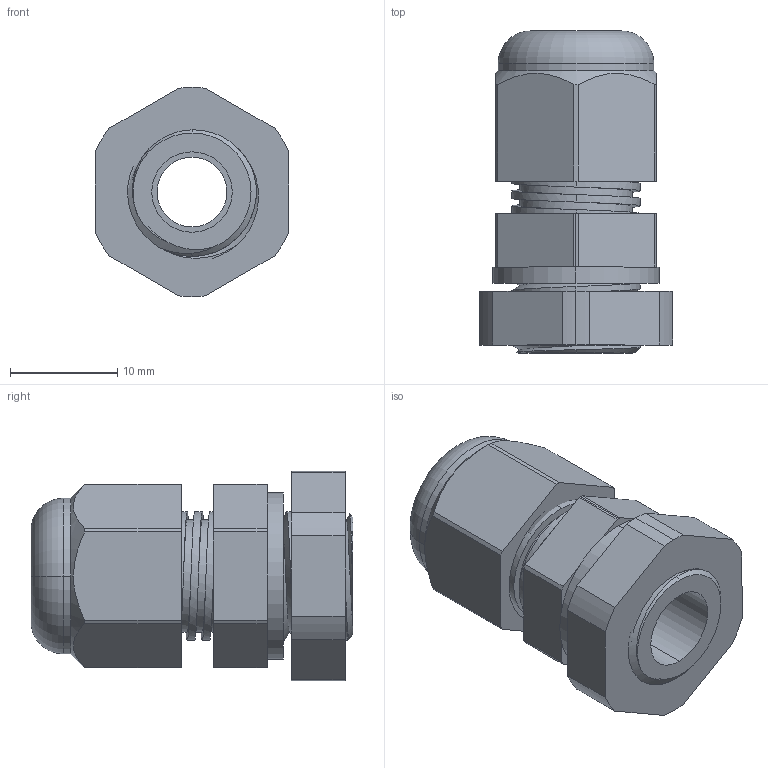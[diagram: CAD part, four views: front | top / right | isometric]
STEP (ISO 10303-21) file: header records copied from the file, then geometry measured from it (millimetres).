
FILE_DESCRIPTION (( 'STEP AP203' ), '1' );
FILE_NAME ('BM-ENX-1S-W.step', '2016-02-11T13:25:37', ( '' ), ( '' ), 'SwSTEP 2.0', 'SolidWorks 2015', '' );
FILE_SCHEMA (( 'CONFIG_CONTROL_DESIGN' ));
Length unit declared in the file: millimetre
Products named in the file (1): BM-ENX-1S-W
Bounding box: 18 x 30 x 19.49 mm (x, y, z)
Volume: 4119 mm3; surface area: 5942.8 mm2
Topology: 5 solids, 5 shells, 244 faces, 684 edges, 453 vertices
Faces by surface type: plane 134, cylinder 88, bspline 11, cone 7, torus 4
Entity records: 11650 total; most frequent: CARTESIAN_POINT 5474, ORIENTED_EDGE 1368, DIRECTION 1228, EDGE_CURVE 684, VERTEX_POINT 453, AXIS2_PLACEMENT_3D 444, VECTOR 340, LINE 340
